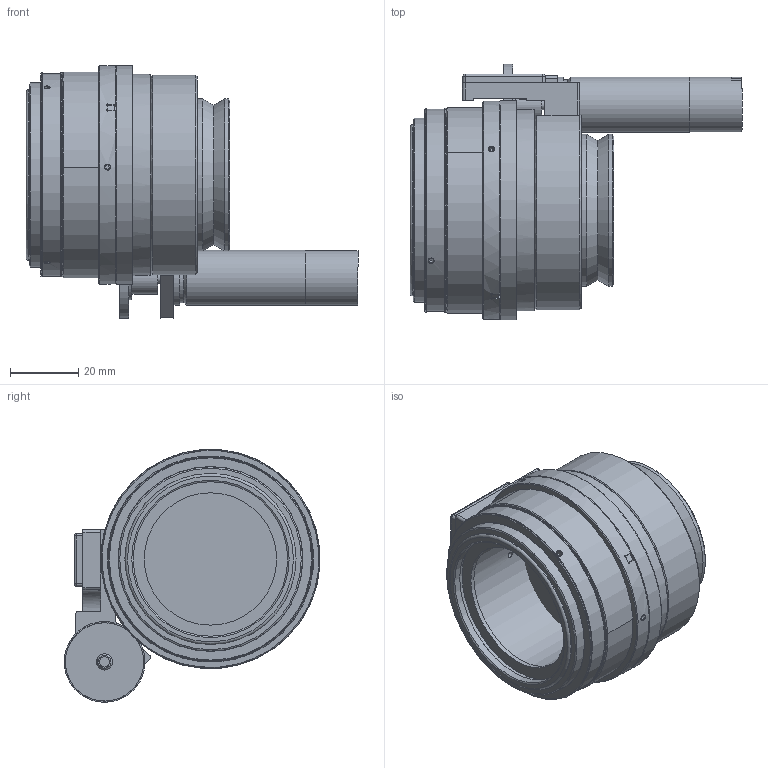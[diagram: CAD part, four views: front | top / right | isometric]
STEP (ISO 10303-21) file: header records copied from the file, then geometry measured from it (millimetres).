
FILE_DESCRIPTION(/* description */ (''),/* implementation_level */ '2;1');
FILE_NAME(/* name */ '81203M3_0.stp',/* time_stamp */ '2019-01-02T11:46:28-05:00',/* author */ ('BONAFEDE'),/* organization */ ('NAVITAR'),/* preprocessor_version */ 'ST-DEVELOPER v17',/* originating_system */ 'Autodesk Inventor 2019',/* authorisation */ '');
FILE_SCHEMA (('AUTOMOTIVE_DESIGN { 1 0 10303 214 3 1 1 }'));
Length unit declared in the file: inch
Products named in the file (1): Part24
Bounding box: 97.12 x 74.81 x 73.97 mm (x, y, z)
Volume: 85374.2 mm3; surface area: 61117.9 mm2
Topology: 3 solids, 20 shells, 867 faces, 2306 edges, 1554 vertices
Faces by surface type: plane 526, cylinder 186, bspline 78, cone 67, sphere 7, torus 3
Full cylindrical faces by diameter (mm): 0.35 x5, 1.146 x3, 1.219 x2, 1.702 x15, 1.854 x4, 1.93 x4, 2 x2, 2.184 x3, 2.375 x1, 2.438 x2, 2.464 x2, 2.489 x2, 2.845 x1, 2.997 x1, 3 x3, 3.404 x2, 3.556 x3, 3.785 x1, 3.8 x2, 4.267 x2, 4.75 x1, 4.757 x1, 6.985 x1, 7.01 x1, 9.525 x1, 11.1 x1, 12.7 x1, 14.478 x1, 16.002 x1, 16.129 x2
Entity records: 29784 total; most frequent: CARTESIAN_POINT 7092, ORIENTED_EDGE 4598, DIRECTION 4271, EDGE_CURVE 2302, VERTEX_POINT 1554, LINE 1443, VECTOR 1443, AXIS2_PLACEMENT_3D 1414
